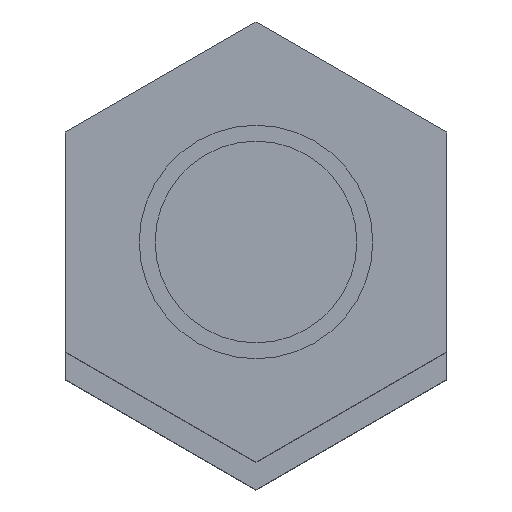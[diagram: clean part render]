
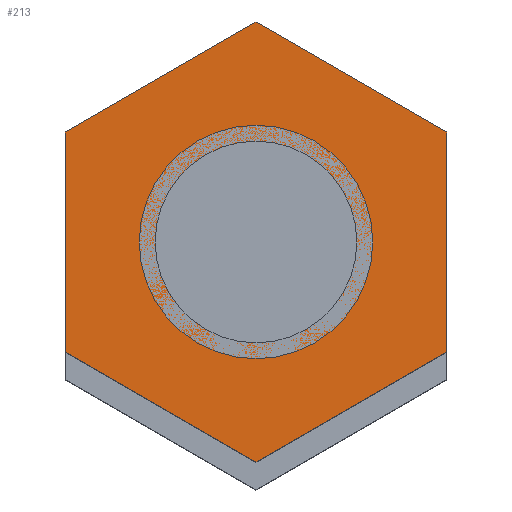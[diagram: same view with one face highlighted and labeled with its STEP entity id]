
A CAD part, top view. The second image highlights one B-rep face of the part: STEP entity #213.
In plain terms, the highlighted planar face has unit normal (0, 0, 1).
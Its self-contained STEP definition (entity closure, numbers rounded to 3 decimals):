
#23=FACE_BOUND('',#66,.T.);
#41=PLANE('',#257);
#53=FACE_OUTER_BOUND('',#65,.T.);
#65=EDGE_LOOP('',(#187,#188,#189,#190,#191,#192));
#66=EDGE_LOOP('',(#193));
#73=LINE('',#350,#93);
#76=LINE('',#356,#96);
#79=LINE('',#362,#99);
#82=LINE('',#368,#102);
#85=LINE('',#374,#105);
#88=LINE('',#378,#108);
#93=VECTOR('',#290,10.);
#96=VECTOR('',#295,10.);
#99=VECTOR('',#300,10.);
#102=VECTOR('',#305,10.);
#105=VECTOR('',#310,10.);
#108=VECTOR('',#315,10.);
#111=CIRCLE('',#249,2.117);
#115=VERTEX_POINT('',#338);
#119=VERTEX_POINT('',#347);
#120=VERTEX_POINT('',#349);
#122=VERTEX_POINT('',#355);
#124=VERTEX_POINT('',#361);
#126=VERTEX_POINT('',#367);
#128=VERTEX_POINT('',#373);
#132=EDGE_CURVE('',#115,#115,#111,.F.);
#137=EDGE_CURVE('',#120,#119,#73,.T.);
#140=EDGE_CURVE('',#122,#120,#76,.T.);
#143=EDGE_CURVE('',#124,#122,#79,.T.);
#146=EDGE_CURVE('',#126,#124,#82,.T.);
#149=EDGE_CURVE('',#128,#126,#85,.T.);
#152=EDGE_CURVE('',#119,#128,#88,.T.);
#187=ORIENTED_EDGE('',*,*,#152,.T.);
#188=ORIENTED_EDGE('',*,*,#149,.T.);
#189=ORIENTED_EDGE('',*,*,#146,.T.);
#190=ORIENTED_EDGE('',*,*,#143,.T.);
#191=ORIENTED_EDGE('',*,*,#140,.T.);
#192=ORIENTED_EDGE('',*,*,#137,.T.);
#193=ORIENTED_EDGE('',*,*,#132,.T.);
#213=ADVANCED_FACE('',(#53,#23),#41,.T.);
#249=AXIS2_PLACEMENT_3D('',#339,#281,#282);
#257=AXIS2_PLACEMENT_3D('',#379,#316,#317);
#281=DIRECTION('center_axis',(0.,0.,1.));
#282=DIRECTION('ref_axis',(1.,0.,0.));
#290=DIRECTION('',(0.866,0.5,0.));
#295=DIRECTION('',(0.866,-0.5,0.));
#300=DIRECTION('',(0.,-1.,0.));
#305=DIRECTION('',(-0.866,-0.5,0.));
#310=DIRECTION('',(-0.866,0.5,0.));
#315=DIRECTION('',(0.,1.,0.));
#316=DIRECTION('center_axis',(0.,0.,1.));
#317=DIRECTION('ref_axis',(1.,0.,0.));
#338=CARTESIAN_POINT('',(-2.117,0.,4.));
#339=CARTESIAN_POINT('Origin',(0.,0.,4.));
#347=CARTESIAN_POINT('',(4.,-2.309,4.));
#349=CARTESIAN_POINT('',(0.,-4.619,4.));
#350=CARTESIAN_POINT('',(0.,-4.619,4.));
#355=CARTESIAN_POINT('',(-4.,-2.309,4.));
#356=CARTESIAN_POINT('',(-4.,-2.309,4.));
#361=CARTESIAN_POINT('',(-4.,2.309,4.));
#362=CARTESIAN_POINT('',(-4.,2.309,4.));
#367=CARTESIAN_POINT('',(0.,4.619,4.));
#368=CARTESIAN_POINT('',(0.,4.619,4.));
#373=CARTESIAN_POINT('',(4.,2.309,4.));
#374=CARTESIAN_POINT('',(4.,2.309,4.));
#378=CARTESIAN_POINT('',(4.,-2.309,4.));
#379=CARTESIAN_POINT('Origin',(0.,0.,4.));
